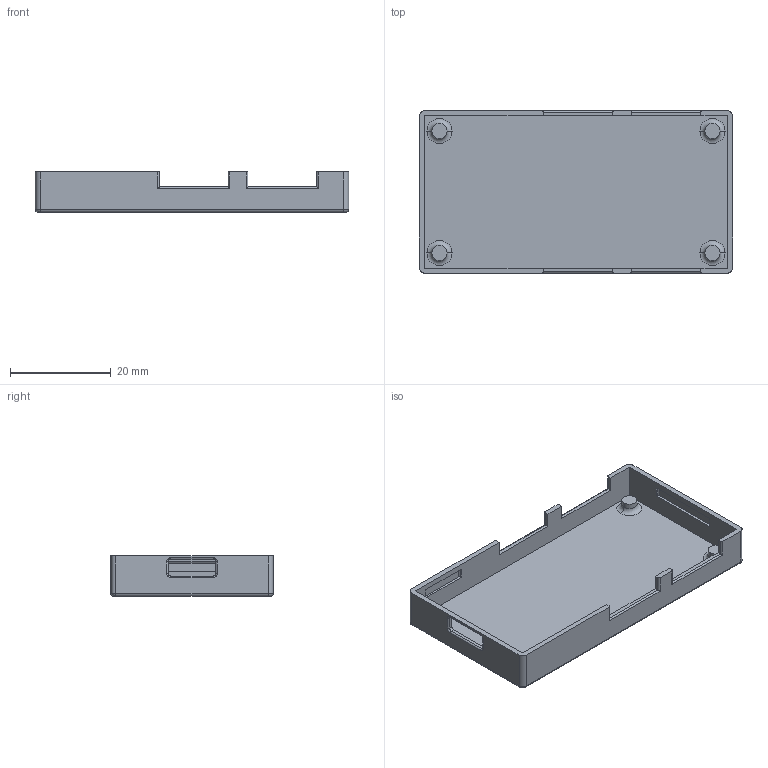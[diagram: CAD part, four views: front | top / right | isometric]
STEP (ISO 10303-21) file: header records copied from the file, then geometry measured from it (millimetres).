
FILE_DESCRIPTION(('CATIA V5 STEP Exchange'),'2;1');
FILE_NAME('USB-bottom.stp','2025-02-14T15:11:55+00:00',('none'),('none'),'CATIA Version 5 Release 21 GA (IN-10)','CATIA V5 STEP AP203','none');
FILE_SCHEMA(('CONFIG_CONTROL_DESIGN'));
Length unit declared in the file: millimetre
Products named in the file (1): Part10
Bounding box: 62.2 x 32.2 x 8 mm (x, y, z)
Volume: 3113.8 mm3; surface area: 6465.8 mm2
Topology: 1 solids, 1 shells, 122 faces, 295 edges, 176 vertices
Faces by surface type: cylinder 51, plane 49, torus 16, sphere 6
Entity records: 3328 total; most frequent: CARTESIAN_POINT 605, ORIENTED_EDGE 578, DIRECTION 479, EDGE_CURVE 289, AXIS2_PLACEMENT_3D 210, VERTEX_POINT 176, VECTOR 171, LINE 171
